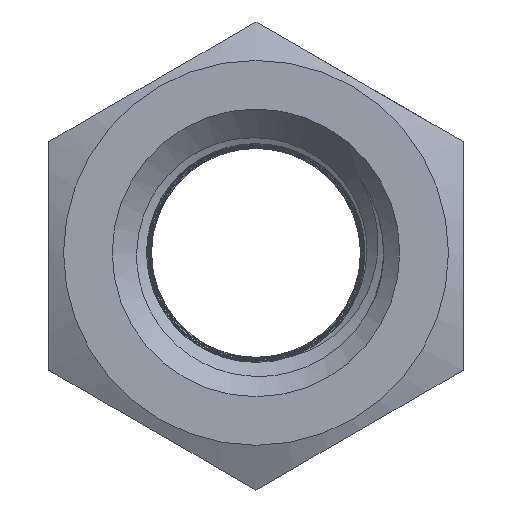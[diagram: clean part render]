
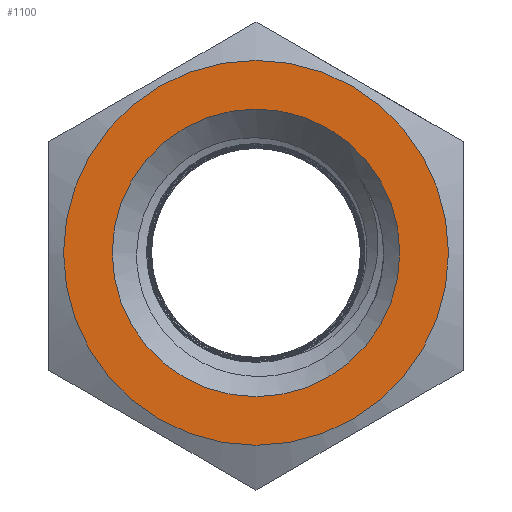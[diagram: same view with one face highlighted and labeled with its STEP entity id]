
A CAD part, left-side view. The second image highlights one B-rep face of the part: STEP entity #1100.
In plain terms, the highlighted face is planar.
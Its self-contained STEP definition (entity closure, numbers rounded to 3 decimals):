
#20=FACE_BOUND('',#202,.T.);
#53=PLANE('',#1172);
#141=FACE_OUTER_BOUND('',#201,.T.);
#201=EDGE_LOOP('',(#956));
#202=EDGE_LOOP('',(#957));
#416=CIRCLE('',#1142,7.711);
#420=CIRCLE('',#1169,10.319);
#476=VERTEX_POINT('',#2869);
#528=VERTEX_POINT('',#4692);
#606=EDGE_CURVE('',#476,#476,#416,.T.);
#682=EDGE_CURVE('',#528,#528,#420,.T.);
#956=ORIENTED_EDGE('',*,*,#682,.T.);
#957=ORIENTED_EDGE('',*,*,#606,.F.);
#1100=ADVANCED_FACE('',(#141,#20),#53,.T.);
#1142=AXIS2_PLACEMENT_3D('',#2871,#1262,#1263);
#1169=AXIS2_PLACEMENT_3D('',#4694,#1338,#1339);
#1172=AXIS2_PLACEMENT_3D('',#6961,#1344,#1345);
#1262=DIRECTION('center_axis',(1.,0.,0.));
#1263=DIRECTION('ref_axis',(0.,0.,-1.));
#1338=DIRECTION('center_axis',(1.,0.,0.));
#1339=DIRECTION('ref_axis',(0.,0.,-1.));
#1344=DIRECTION('center_axis',(1.,0.,0.));
#1345=DIRECTION('ref_axis',(0.,0.,-1.));
#2869=CARTESIAN_POINT('',(10.252,0.,8.101));
#2871=CARTESIAN_POINT('Origin',(10.252,0.,0.391));
#4692=CARTESIAN_POINT('',(10.252,0.,10.709));
#4694=CARTESIAN_POINT('Origin',(10.252,0.,0.391));
#6961=CARTESIAN_POINT('Origin',(10.252,0.,0.391));
